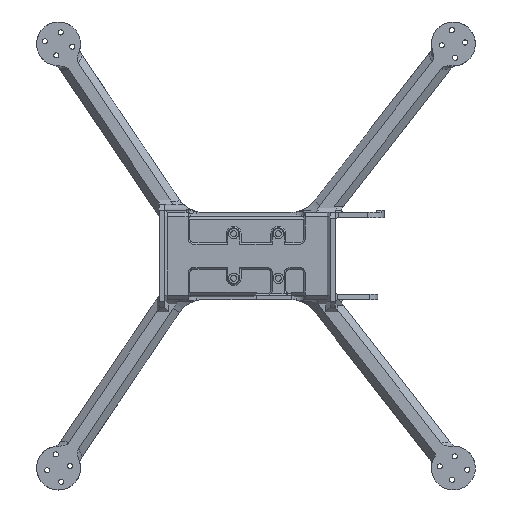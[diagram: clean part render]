
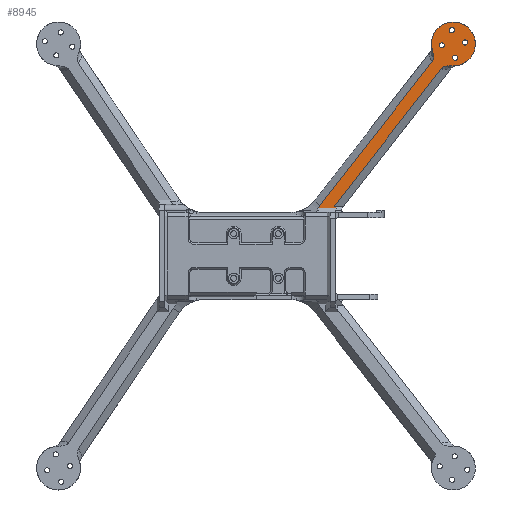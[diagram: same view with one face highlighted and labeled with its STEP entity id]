
A CAD part, top view. The second image highlights one B-rep face of the part: STEP entity #8945.
In plain terms, the highlighted planar face has unit normal (0, 0, 1).
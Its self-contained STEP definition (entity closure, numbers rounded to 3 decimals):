
#1056=CARTESIAN_POINT('',(202.422,165.371,22.));
#1057=DIRECTION('',(0.,0.,1.));
#1058=DIRECTION('',(-0.993,-0.122,0.));
#1059=AXIS2_PLACEMENT_3D('',#1056,#1057,#1058);
#1061=CARTESIAN_POINT('',(202.422,165.371,22.));
#1062=DIRECTION('',(0.,0.,1.));
#1063=DIRECTION('',(0.993,0.122,0.));
#1064=AXIS2_PLACEMENT_3D('',#1061,#1062,#1063);
#1066=CARTESIAN_POINT('',(209.204,175.775,22.));
#1067=DIRECTION('',(0.,0.,1.));
#1068=DIRECTION('',(-0.993,-0.122,0.));
#1069=AXIS2_PLACEMENT_3D('',#1066,#1067,#1068);
#1071=CARTESIAN_POINT('',(209.204,175.775,22.));
#1072=DIRECTION('',(0.,0.,1.));
#1073=DIRECTION('',(0.993,0.122,0.));
#1074=AXIS2_PLACEMENT_3D('',#1071,#1072,#1073);
#1076=CARTESIAN_POINT('',(200.106,184.229,22.));
#1077=DIRECTION('',(0.,0.,1.));
#1078=DIRECTION('',(-0.993,-0.122,0.));
#1079=AXIS2_PLACEMENT_3D('',#1076,#1077,#1078);
#1081=CARTESIAN_POINT('',(200.106,184.229,22.));
#1082=DIRECTION('',(0.,0.,1.));
#1083=DIRECTION('',(0.993,0.122,0.));
#1084=AXIS2_PLACEMENT_3D('',#1081,#1082,#1083);
#1086=CARTESIAN_POINT('',(193.324,173.825,22.));
#1087=DIRECTION('',(0.,0.,1.));
#1088=DIRECTION('',(-0.993,-0.122,0.));
#1089=AXIS2_PLACEMENT_3D('',#1086,#1087,#1088);
#1091=CARTESIAN_POINT('',(193.324,173.825,22.));
#1092=DIRECTION('',(0.,0.,1.));
#1093=DIRECTION('',(0.993,0.122,0.));
#1094=AXIS2_PLACEMENT_3D('',#1091,#1092,#1093);
#1266=DIRECTION('',(0.616,0.788,0.));
#1267=VECTOR('',#1266,119.075);
#1268=CARTESIAN_POINT('',(119.7,63.906,22.));
#1269=LINE('',#1268,#1267);
#1270=DIRECTION('',(-1.,0.,0.));
#1271=VECTOR('',#1270,12.609);
#1272=CARTESIAN_POINT('',(121.024,62.6,22.));
#1273=LINE('',#1272,#1271);
#1274=CARTESIAN_POINT('',(90.084,79.6,22.));
#1275=DIRECTION('',(0.,0.,-1.));
#1276=DIRECTION('',(0.788,-0.616,0.));
#1277=AXIS2_PLACEMENT_3D('',#1274,#1275,#1276);
#1279=DIRECTION('',(-0.616,-0.788,0.));
#1280=VECTOR('',#1279,124.942);
#1281=CARTESIAN_POINT('',(186.706,162.664,22.));
#1282=LINE('',#1281,#1280);
#1847=DIRECTION('',(-0.712,0.702,0.));
#1848=VECTOR('',#1847,1.859);
#1849=CARTESIAN_POINT('',(121.024,62.6,22.));
#1850=LINE('',#1849,#1848);
#1859=CARTESIAN_POINT('',(193.01,157.739,22.));
#1873=CARTESIAN_POINT('',(193.01,157.739,22.));
#1874=CARTESIAN_POINT('',(193.266,158.065,22.));
#1875=CARTESIAN_POINT('',(193.881,158.642,22.));
#1876=CARTESIAN_POINT('',(195.148,159.31,22.));
#1877=CARTESIAN_POINT('',(196.62,159.722,22.));
#1878=CARTESIAN_POINT('',(198.275,159.912,22.));
#1879=CARTESIAN_POINT('',(199.484,159.893,22.));
#1880=CARTESIAN_POINT('',(200.116,159.844,22.));
#1886=CARTESIAN_POINT('',(200.116,159.844,22.));
#1893=CARTESIAN_POINT('',(201.264,174.8,22.));
#1894=DIRECTION('',(0.,0.,1.));
#1895=DIRECTION('',(-0.077,-0.997,0.));
#1896=AXIS2_PLACEMENT_3D('',#1893,#1894,#1895);
#1903=CARTESIAN_POINT('',(187.03,170.068,22.));
#1950=CARTESIAN_POINT('',(187.03,170.068,22.));
#1951=CARTESIAN_POINT('',(187.229,169.468,22.));
#1952=CARTESIAN_POINT('',(187.54,168.302,22.));
#1953=CARTESIAN_POINT('',(187.756,166.657,22.));
#1954=CARTESIAN_POINT('',(187.716,165.136,22.));
#1955=CARTESIAN_POINT('',(187.377,163.737,22.));
#1956=CARTESIAN_POINT('',(186.964,162.994,22.));
#1957=CARTESIAN_POINT('',(186.706,162.664,22.));
#1964=CARTESIAN_POINT('',(186.706,162.664,22.));
#5878=CARTESIAN_POINT('',(200.685,165.158,22.));
#5879=CARTESIAN_POINT('',(204.159,165.584,22.));
#5880=VERTEX_POINT('',#5878);
#5881=VERTEX_POINT('',#5879);
#5882=CARTESIAN_POINT('',(207.467,175.562,22.));
#5883=CARTESIAN_POINT('',(210.941,175.988,22.));
#5884=VERTEX_POINT('',#5882);
#5885=VERTEX_POINT('',#5883);
#5886=CARTESIAN_POINT('',(198.369,184.016,22.));
#5887=CARTESIAN_POINT('',(201.843,184.442,22.));
#5888=VERTEX_POINT('',#5886);
#5889=VERTEX_POINT('',#5887);
#5890=CARTESIAN_POINT('',(191.587,173.612,22.));
#5891=CARTESIAN_POINT('',(195.061,174.038,22.));
#5892=VERTEX_POINT('',#5890);
#5893=VERTEX_POINT('',#5891);
#6332=CARTESIAN_POINT('',(109.784,64.208,22.));
#6334=VERTEX_POINT('',#6332);
#6862=VERTEX_POINT('',#1886);
#6863=VERTEX_POINT('',#1859);
#6866=VERTEX_POINT('',#1964);
#6867=VERTEX_POINT('',#1903);
#7068=CARTESIAN_POINT('',(119.7,63.906,22.));
#7070=VERTEX_POINT('',#7068);
#7091=CARTESIAN_POINT('',(108.414,62.6,22.));
#7092=VERTEX_POINT('',#7091);
#7107=CARTESIAN_POINT('',(121.024,62.6,22.));
#7108=VERTEX_POINT('',#7107);
#8898=CARTESIAN_POINT('',(66.264,29.8,22.));
#8899=DIRECTION('',(0.,0.,1.));
#8900=DIRECTION('',(0.,-1.,0.));
#8901=AXIS2_PLACEMENT_3D('',#8898,#8899,#8900);
#8902=PLANE('',#8901);
#8904=ORIENTED_EDGE('',*,*,#8903,.F.);
#8906=ORIENTED_EDGE('',*,*,#8905,.F.);
#8908=ORIENTED_EDGE('',*,*,#8907,.T.);
#8910=ORIENTED_EDGE('',*,*,#8909,.F.);
#8912=ORIENTED_EDGE('',*,*,#8911,.F.);
#8914=ORIENTED_EDGE('',*,*,#8913,.F.);
#8916=ORIENTED_EDGE('',*,*,#8915,.F.);
#8918=ORIENTED_EDGE('',*,*,#8917,.F.);
#8919=EDGE_LOOP('',(#8904,#8906,#8908,#8910,#8912,#8914,#8916,#8918));
#8920=FACE_OUTER_BOUND('',#8919,.F.);
#8922=ORIENTED_EDGE('',*,*,#8921,.T.);
#8924=ORIENTED_EDGE('',*,*,#8923,.T.);
#8925=EDGE_LOOP('',(#8922,#8924));
#8926=FACE_BOUND('',#8925,.F.);
#8928=ORIENTED_EDGE('',*,*,#8927,.T.);
#8930=ORIENTED_EDGE('',*,*,#8929,.T.);
#8931=EDGE_LOOP('',(#8928,#8930));
#8932=FACE_BOUND('',#8931,.F.);
#8934=ORIENTED_EDGE('',*,*,#8933,.T.);
#8936=ORIENTED_EDGE('',*,*,#8935,.T.);
#8937=EDGE_LOOP('',(#8934,#8936));
#8938=FACE_BOUND('',#8937,.F.);
#8940=ORIENTED_EDGE('',*,*,#8939,.T.);
#8942=ORIENTED_EDGE('',*,*,#8941,.T.);
#8943=EDGE_LOOP('',(#8940,#8942));
#8944=FACE_BOUND('',#8943,.F.);
#8945=ADVANCED_FACE('',(#8920,#8926,#8932,#8938,#8944),#8902,.T.);
#1060=CIRCLE('',#1059,1.75);
#1065=CIRCLE('',#1064,1.75);
#1070=CIRCLE('',#1069,1.75);
#1075=CIRCLE('',#1074,1.75);
#1080=CIRCLE('',#1079,1.75);
#1085=CIRCLE('',#1084,1.75);
#1090=CIRCLE('',#1089,1.75);
#1095=CIRCLE('',#1094,1.75);
#1278=CIRCLE('',#1277,25.);
#1881=B_SPLINE_CURVE_WITH_KNOTS('',3,(#1873,#1874,#1875,#1876,#1877,#1878,#1879,
#1880),.UNSPECIFIED.,.F.,.F.,(4,1,1,1,1,4),(0.,0.2,0.4,0.6,0.8,1.),
.UNSPECIFIED.);
#1897=CIRCLE('',#1896,15.);
#1958=B_SPLINE_CURVE_WITH_KNOTS('',3,(#1950,#1951,#1952,#1953,#1954,#1955,#1956,
#1957),.UNSPECIFIED.,.F.,.F.,(4,1,1,1,1,4),(0.,0.2,0.4,0.6,0.8,1.),
.UNSPECIFIED.);
#8903=EDGE_CURVE('',#7070,#6863,#1269,.T.);
#8905=EDGE_CURVE('',#7108,#7070,#1850,.T.);
#8907=EDGE_CURVE('',#7108,#7092,#1273,.T.);
#8909=EDGE_CURVE('',#6334,#7092,#1278,.T.);
#8911=EDGE_CURVE('',#6866,#6334,#1282,.T.);
#8913=EDGE_CURVE('',#6867,#6866,#1958,.T.);
#8915=EDGE_CURVE('',#6862,#6867,#1897,.T.);
#8917=EDGE_CURVE('',#6863,#6862,#1881,.T.);
#8921=EDGE_CURVE('',#5880,#5881,#1060,.T.);
#8923=EDGE_CURVE('',#5881,#5880,#1065,.T.);
#8927=EDGE_CURVE('',#5884,#5885,#1070,.T.);
#8929=EDGE_CURVE('',#5885,#5884,#1075,.T.);
#8933=EDGE_CURVE('',#5888,#5889,#1080,.T.);
#8935=EDGE_CURVE('',#5889,#5888,#1085,.T.);
#8939=EDGE_CURVE('',#5892,#5893,#1090,.T.);
#8941=EDGE_CURVE('',#5893,#5892,#1095,.T.);
